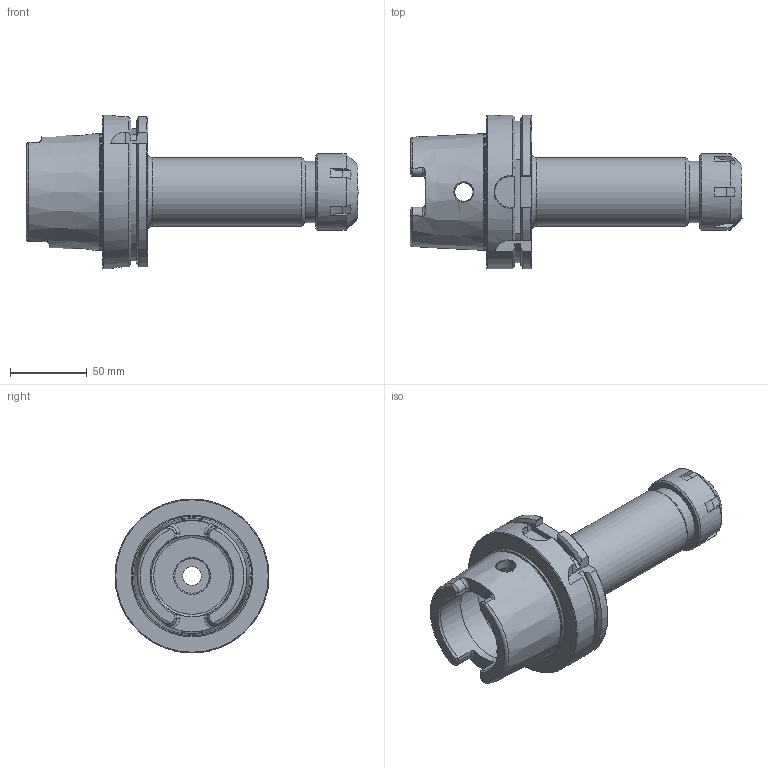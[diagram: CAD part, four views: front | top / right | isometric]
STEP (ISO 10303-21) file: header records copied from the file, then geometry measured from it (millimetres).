
FILE_DESCRIPTION((''),'2;1');
FILE_NAME('H100-32ERC652.stp','2014-08-11T09:14:49',('kaykin'),(''),'Autodesk Inventor 2012','Autodesk Inventor 2012','');
FILE_SCHEMA(('AUTOMOTIVE_DESIGN { 1 0 10303 214 1 1 1 1 }'));
Length unit declared in the file: inch
Products named in the file (3): H100-32ERC652; H100-32ER630-1; 32ERCN
Assembly tree (2 placements, depth 2):
  H100-32ERC652
    H100-32ER630-1
    32ERCN
Bounding box: 215.61 x 100 x 100 mm (x, y, z)
Volume: 405116.6 mm3; surface area: 83305.9 mm2
Topology: 2 solids, 2 shells, 174 faces, 456 edges, 291 vertices
Faces by surface type: plane 66, cylinder 47, cone 31, torus 19, bspline 11
Full cylindrical faces by diameter (mm): 10 x1, 12 x3, 20.371 x1, 22.377 x1, 23.5 x1, 25.016 x1, 27 x1, 33 x1, 38.65 x1, 40 x1, 41 x1, 44.45 x1, 50 x1, 53 x2, 63 x1, 75.364 x1, 100 x1
Entity records: 6080 total; most frequent: CARTESIAN_POINT 2067, ORIENTED_EDGE 792, DIRECTION 743, EDGE_CURVE 396, AXIS2_PLACEMENT_3D 311, VERTEX_POINT 275, EDGE_LOOP 231, FACE_OUTER_BOUND 174
